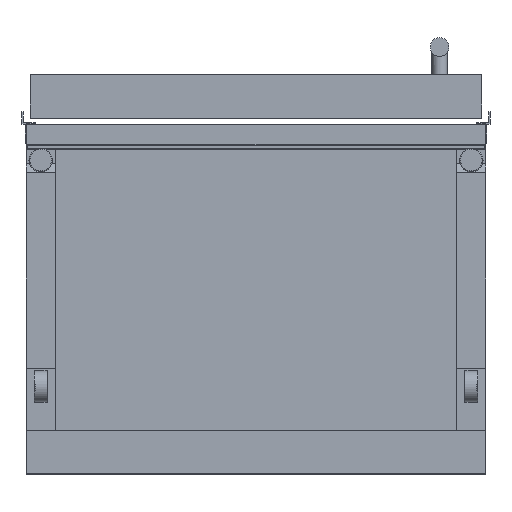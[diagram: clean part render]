
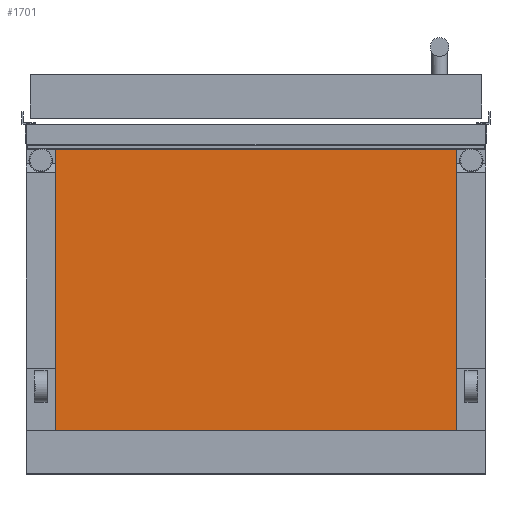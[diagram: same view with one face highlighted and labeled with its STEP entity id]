
A CAD part, front view. The second image highlights one B-rep face of the part: STEP entity #1701.
In plain terms, the highlighted planar face has unit normal (0, -1, 0).
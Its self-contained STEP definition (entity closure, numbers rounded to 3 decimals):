
#30 = ORIENTED_EDGE ( 'NONE', *, *, #988, .F. ) ;
#37 = VECTOR ( 'NONE', #9307, 1000. ) ;
#93 = DIRECTION ( 'NONE',  ( 0., 0., 1. ) ) ;
#108 = DIRECTION ( 'NONE',  ( 1., 0., 0. ) ) ;
#151 = VERTEX_POINT ( 'NONE', #4308 ) ;
#157 = VERTEX_POINT ( 'NONE', #357 ) ;
#291 = VECTOR ( 'NONE', #108, 1000. ) ;
#357 = CARTESIAN_POINT ( 'NONE',  ( -321., -990.85, -210.4 ) ) ;
#417 = VECTOR ( 'NONE', #93, 1000. ) ;
#821 = PLANE ( 'NONE',  #6142 ) ;
#886 = CARTESIAN_POINT ( 'NONE',  ( 321., -990.85, 240. ) ) ;
#988 = EDGE_CURVE ( 'NONE', #157, #6816, #8923, .T. ) ;
#1697 = VERTEX_POINT ( 'NONE', #886 ) ;
#1701 = ADVANCED_FACE ( 'NONE', ( #10539 ), #821, .F. ) ;
#2175 = EDGE_CURVE ( 'NONE', #157, #151, #4715, .T. ) ;
#2276 = EDGE_LOOP ( 'NONE', ( #30, #3695, #6747, #3173 ) ) ;
#3173 = ORIENTED_EDGE ( 'NONE', *, *, #6448, .F. ) ;
#3695 = ORIENTED_EDGE ( 'NONE', *, *, #2175, .T. ) ;
#3960 = LINE ( 'NONE', #7388, #417 ) ;
#4308 = CARTESIAN_POINT ( 'NONE',  ( 321., -990.85, -210.4 ) ) ;
#4715 = LINE ( 'NONE', #8233, #291 ) ;
#5402 = CARTESIAN_POINT ( 'NONE',  ( 321., -990.85, 240. ) ) ;
#5984 = VECTOR ( 'NONE', #9509, 1000. ) ;
#6142 = AXIS2_PLACEMENT_3D ( 'NONE', #8248, #6511, #6537 ) ;
#6448 = EDGE_CURVE ( 'NONE', #6816, #1697, #9562, .T. ) ;
#6511 = DIRECTION ( 'NONE',  ( 0., 1., 0. ) ) ;
#6537 = DIRECTION ( 'NONE',  ( 0., 0., 1. ) ) ;
#6747 = ORIENTED_EDGE ( 'NONE', *, *, #7397, .T. ) ;
#6816 = VERTEX_POINT ( 'NONE', #6889 ) ;
#6889 = CARTESIAN_POINT ( 'NONE',  ( -321., -990.85, 240. ) ) ;
#7388 = CARTESIAN_POINT ( 'NONE',  ( 321., -990.85, -280. ) ) ;
#7397 = EDGE_CURVE ( 'NONE', #151, #1697, #3960, .T. ) ;
#8233 = CARTESIAN_POINT ( 'NONE',  ( 368., -990.85, -210.4 ) ) ;
#8248 = CARTESIAN_POINT ( 'NONE',  ( 321., -990.85, -280. ) ) ;
#8537 = CARTESIAN_POINT ( 'NONE',  ( -321., -990.85, -280. ) ) ;
#8923 = LINE ( 'NONE', #8537, #37 ) ;
#9307 = DIRECTION ( 'NONE',  ( 0., 0., 1. ) ) ;
#9509 = DIRECTION ( 'NONE',  ( 1., 0., 0. ) ) ;
#9562 = LINE ( 'NONE', #5402, #5984 ) ;
#10539 = FACE_OUTER_BOUND ( 'NONE', #2276, .T. ) ;
